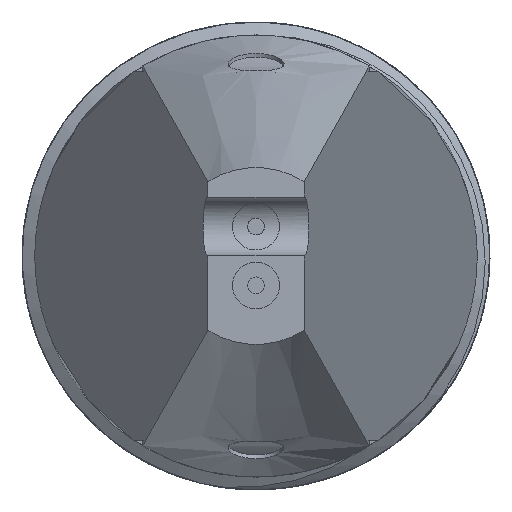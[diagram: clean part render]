
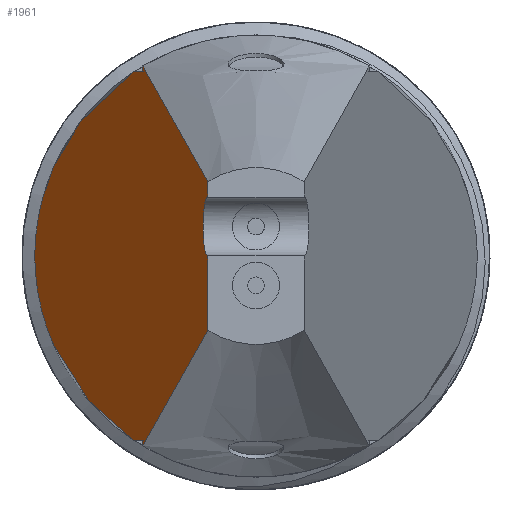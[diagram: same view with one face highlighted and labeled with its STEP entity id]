
A CAD part, left-side view. The second image highlights one B-rep face of the part: STEP entity #1961.
In plain terms, the highlighted planar face has unit normal (-0.158, 0.987, 0).
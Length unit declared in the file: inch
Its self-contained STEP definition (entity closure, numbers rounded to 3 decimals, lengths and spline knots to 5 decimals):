
#7 = CARTESIAN_POINT ( 'NONE',  ( 0.21654, 0.06041, -0.10149 ) ) ;
#18 = CARTESIAN_POINT ( 'NONE',  ( 0., 0.02576, 0. ) ) ;
#22 = EDGE_CURVE ( 'NONE', #1863, #2954, #1624, .T. ) ;
#34 = CARTESIAN_POINT ( 'NONE',  ( 0., 0.02576, -0.0985 ) ) ;
#87 = CARTESIAN_POINT ( 'NONE',  ( 0., 0.02576, 0.3937 ) ) ;
#103 = VECTOR ( 'NONE', #553, 39.37008 ) ;
#146 = VECTOR ( 'NONE', #1896, 39.37008 ) ;
#158 = LINE ( 'NONE', #862, #821 ) ;
#192 = CARTESIAN_POINT ( 'NONE',  ( 0.0151, 0.02818, 0.04393 ) ) ;
#200 = ORIENTED_EDGE ( 'NONE', *, *, #1968, .T. ) ;
#242 = CARTESIAN_POINT ( 'NONE',  ( 0.21654, 0.06041, 0.10149 ) ) ;
#254 = CARTESIAN_POINT ( 'NONE',  ( 0.0315, 0.0308, 0. ) ) ;
#265 = LINE ( 'NONE', #2163, #146 ) ;
#292 = EDGE_CURVE ( 'NONE', #1923, #3026, #1991, .T. ) ;
#333 = ORIENTED_EDGE ( 'NONE', *, *, #2054, .F. ) ;
#346 = CARTESIAN_POINT ( 'NONE',  ( 0., 0.02576, -0.0396 ) ) ;
#430 = CARTESIAN_POINT ( 'NONE',  ( 0.04565, 0.03307, -0.05266 ) ) ;
#501 = PLANE ( 'NONE',  #526 ) ;
#526 = AXIS2_PLACEMENT_3D ( 'NONE', #87, #1176, #754 ) ;
#553 = DIRECTION ( 'NONE',  ( -0.987, -0.158, 0. ) ) ;
#567 = CARTESIAN_POINT ( 'NONE',  ( 0.21654, 0.06041, -0.0985 ) ) ;
#568 = VERTEX_POINT ( 'NONE', #2988 ) ;
#598 = CARTESIAN_POINT ( 'NONE',  ( 0.10238, 0.04214, 0.06889 ) ) ;
#610 = CARTESIAN_POINT ( 'NONE',  ( 0., 0.02576, 0. ) ) ;
#685 = CARTESIAN_POINT ( 'NONE',  ( 0., 0.02576, -0.0396 ) ) ;
#708 = ORIENTED_EDGE ( 'NONE', *, *, #292, .T. ) ;
#754 = DIRECTION ( 'NONE',  ( -0.987, -0.158, 0. ) ) ;
#821 = VECTOR ( 'NONE', #2455, 39.37008 ) ;
#834 = EDGE_CURVE ( 'NONE', #1824, #568, #935, .T. ) ;
#862 = CARTESIAN_POINT ( 'NONE',  ( 0., 0.02576, 0.0985 ) ) ;
#892 = CARTESIAN_POINT ( 'NONE',  ( 0.11783, 0.04461, -0.0733 ) ) ;
#935 = B_SPLINE_CURVE_WITH_KNOTS ( 'NONE', 3,
 ( #1042, #1556, #598, #1292, #1550, #192, #2030 ),
 .UNSPECIFIED., .F., .F.,
 ( 4, 3, 4 ),
 ( 0., 0.00458, 0.00579 ),
 .UNSPECIFIED. ) ;
#1007 = EDGE_CURVE ( 'NONE', #2201, #1923, #2732, .T. ) ;
#1041 = ORIENTED_EDGE ( 'NONE', *, *, #22, .T. ) ;
#1042 = CARTESIAN_POINT ( 'NONE',  ( 0.21654, 0.06041, 0.10149 ) ) ;
#1059 = DIRECTION ( 'NONE',  ( 0., 0., 1. ) ) ;
#1124 =( BOUNDED_CURVE ( )  B_SPLINE_CURVE ( 3, ( #1461, #1480, #2836, #1941 ),
 .UNSPECIFIED., .F., .F. ) 
 B_SPLINE_CURVE_WITH_KNOTS ( ( 4, 4 ),
 ( 2.15534, 4.12785 ),
 .UNSPECIFIED. ) 
 CURVE ( )  GEOMETRIC_REPRESENTATION_ITEM ( )  RATIONAL_B_SPLINE_CURVE ( ( 1., 0.701, 0.701, 1. ) ) 
 REPRESENTATION_ITEM ( '' )  );
#1129 = ORIENTED_EDGE ( 'NONE', *, *, #1795, .F. ) ;
#1131 = CARTESIAN_POINT ( 'NONE',  ( 0.21654, 0.06041, 0.3937 ) ) ;
#1173 = CARTESIAN_POINT ( 'NONE',  ( 0.0315, 0.0308, 0.0315 ) ) ;
#1176 = DIRECTION ( 'NONE',  ( -0.158, 0.987, 0. ) ) ;
#1253 = CARTESIAN_POINT ( 'NONE',  ( 0., 0.02576, 0.0315 ) ) ;
#1267 = ORIENTED_EDGE ( 'NONE', *, *, #2489, .T. ) ;
#1292 = CARTESIAN_POINT ( 'NONE',  ( 0.04531, 0.03301, 0.05257 ) ) ;
#1306 = VERTEX_POINT ( 'NONE', #1946 ) ;
#1378 = DIRECTION ( 'NONE',  ( 0., 0., -1. ) ) ;
#1419 = ORIENTED_EDGE ( 'NONE', *, *, #2536, .T. ) ;
#1461 = CARTESIAN_POINT ( 'NONE',  ( 0.24634, 0.06517, 0.0985 ) ) ;
#1480 = CARTESIAN_POINT ( 'NONE',  ( 0.73452, 0.14327, 0.04682 ) ) ;
#1550 = CARTESIAN_POINT ( 'NONE',  ( 0.03021, 0.0306, 0.04825 ) ) ;
#1556 = CARTESIAN_POINT ( 'NONE',  ( 0.15946, 0.05127, 0.08519 ) ) ;
#1590 = CARTESIAN_POINT ( 'NONE',  ( 0.06847, 0.03672, -0.05919 ) ) ;
#1624 = LINE ( 'NONE', #1131, #2510 ) ;
#1699 = VECTOR ( 'NONE', #2027, 39.37008 ) ;
#1795 = EDGE_CURVE ( 'NONE', #2201, #2954, #1902, .T. ) ;
#1824 = VERTEX_POINT ( 'NONE', #242 ) ;
#1863 = VERTEX_POINT ( 'NONE', #567 ) ;
#1896 = DIRECTION ( 'NONE',  ( 0., 0., 1. ) ) ;
#1897 = ORIENTED_EDGE ( 'NONE', *, *, #1007, .T. ) ;
#1898 = CARTESIAN_POINT ( 'NONE',  ( 0., 0.02576, 0.0315 ) ) ;
#1902 = B_SPLINE_CURVE_WITH_KNOTS ( 'NONE', 3,
 ( #685, #3002, #430, #1590, #892, #2827, #7 ),
 .UNSPECIFIED., .F., .F.,
 ( 4, 3, 4 ),
 ( 0., 0.00183, 0.00579 ),
 .UNSPECIFIED. ) ;
#1923 = VERTEX_POINT ( 'NONE', #1931 ) ;
#1931 = CARTESIAN_POINT ( 'NONE',  ( 0., 0.02576, 0. ) ) ;
#1941 = CARTESIAN_POINT ( 'NONE',  ( 0.24634, 0.06517, -0.0985 ) ) ;
#1946 = CARTESIAN_POINT ( 'NONE',  ( 0.24634, 0.06517, -0.0985 ) ) ;
#1961 = ADVANCED_FACE ( 'NONE', ( #2636 ), #501, .T. ) ;
#1968 = EDGE_CURVE ( 'NONE', #1306, #1863, #2672, .T. ) ;
#1991 =( BOUNDED_CURVE ( )  B_SPLINE_CURVE ( 3, ( #18, #254, #1173, #1898 ),
 .UNSPECIFIED., .F., .T. ) 
 B_SPLINE_CURVE_WITH_KNOTS ( ( 4, 4 ),
 ( 1.5708, 4.71239 ),
 .UNSPECIFIED. ) 
 CURVE ( )  GEOMETRIC_REPRESENTATION_ITEM ( )  RATIONAL_B_SPLINE_CURVE ( ( 1., 0.333, 0.333, 1. ) ) 
 REPRESENTATION_ITEM ( '' )  );
#2027 = DIRECTION ( 'NONE',  ( 0., 0., 1. ) ) ;
#2030 = CARTESIAN_POINT ( 'NONE',  ( 0., 0.02576, 0.0396 ) ) ;
#2054 = EDGE_CURVE ( 'NONE', #2380, #2867, #158, .T. ) ;
#2163 = CARTESIAN_POINT ( 'NONE',  ( 0., 0.02576, 0. ) ) ;
#2176 = EDGE_CURVE ( 'NONE', #2867, #1824, #2947, .T. ) ;
#2201 = VERTEX_POINT ( 'NONE', #346 ) ;
#2266 = CARTESIAN_POINT ( 'NONE',  ( 0.21654, 0.06041, 0.3937 ) ) ;
#2380 = VERTEX_POINT ( 'NONE', #2795 ) ;
#2455 = DIRECTION ( 'NONE',  ( -0.987, -0.158, 0. ) ) ;
#2489 = EDGE_CURVE ( 'NONE', #3026, #568, #265, .T. ) ;
#2510 = VECTOR ( 'NONE', #1378, 39.37008 ) ;
#2536 = EDGE_CURVE ( 'NONE', #2380, #1306, #1124, .T. ) ;
#2565 = EDGE_LOOP ( 'NONE', ( #1897, #708, #1267, #2715, #2933, #333, #1419, #200, #1041, #1129 ) ) ;
#2636 = FACE_OUTER_BOUND ( 'NONE', #2565, .T. ) ;
#2672 = LINE ( 'NONE', #34, #103 ) ;
#2715 = ORIENTED_EDGE ( 'NONE', *, *, #834, .F. ) ;
#2732 = LINE ( 'NONE', #610, #1699 ) ;
#2764 = CARTESIAN_POINT ( 'NONE',  ( 0.21654, 0.06041, 0.0985 ) ) ;
#2795 = CARTESIAN_POINT ( 'NONE',  ( 0.24634, 0.06517, 0.0985 ) ) ;
#2827 = CARTESIAN_POINT ( 'NONE',  ( 0.16718, 0.05251, -0.0874 ) ) ;
#2836 = CARTESIAN_POINT ( 'NONE',  ( 0.73452, 0.14327, -0.04682 ) ) ;
#2867 = VERTEX_POINT ( 'NONE', #2764 ) ;
#2933 = ORIENTED_EDGE ( 'NONE', *, *, #2176, .F. ) ;
#2947 = LINE ( 'NONE', #2266, #3036 ) ;
#2954 = VERTEX_POINT ( 'NONE', #2979 ) ;
#2979 = CARTESIAN_POINT ( 'NONE',  ( 0.21654, 0.06041, -0.10149 ) ) ;
#2988 = CARTESIAN_POINT ( 'NONE',  ( 0., 0.02576, 0.0396 ) ) ;
#3002 = CARTESIAN_POINT ( 'NONE',  ( 0.02282, 0.02942, -0.04614 ) ) ;
#3026 = VERTEX_POINT ( 'NONE', #1253 ) ;
#3036 = VECTOR ( 'NONE', #1059, 39.37008 ) ;
